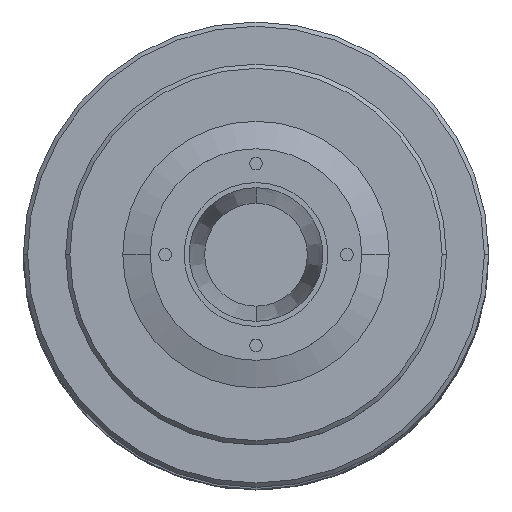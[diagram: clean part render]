
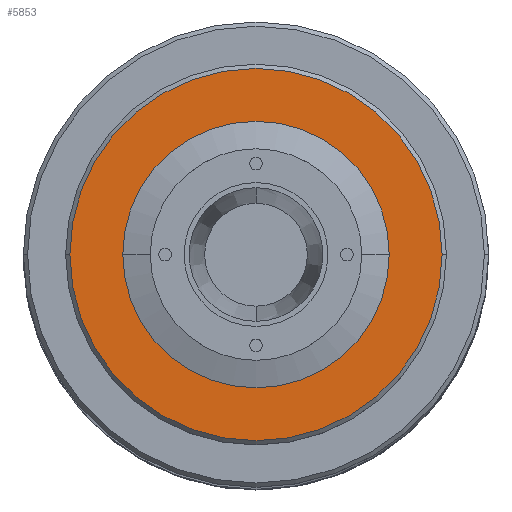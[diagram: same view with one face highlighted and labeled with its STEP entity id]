
A CAD part, top view. The second image highlights one B-rep face of the part: STEP entity #5853.
In plain terms, the highlighted face is planar.
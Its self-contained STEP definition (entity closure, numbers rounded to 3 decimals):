
#94 = EDGE_CURVE ( 'NONE', #6758, #4592, #6840, .T. ) ;
#116 = CARTESIAN_POINT ( 'NONE',  ( 6., 0., 0. ) ) ;
#226 = CIRCLE ( 'NONE', #5109, 26.6 ) ;
#451 = AXIS2_PLACEMENT_3D ( 'NONE', #2444, #1925, #3597 ) ;
#649 = CIRCLE ( 'NONE', #2674, 44. ) ;
#718 = AXIS2_PLACEMENT_3D ( 'NONE', #5905, #4191, #3679 ) ;
#885 = EDGE_CURVE ( 'NONE', #4592, #6758, #649, .T. ) ;
#1243 = DIRECTION ( 'NONE',  ( 0., 0., 1. ) ) ;
#1366 = FACE_BOUND ( 'NONE', #5408, .T. ) ;
#1616 = VERTEX_POINT ( 'NONE', #4917 ) ;
#1732 = CARTESIAN_POINT ( 'NONE',  ( 6., 0., 0. ) ) ;
#1832 = EDGE_CURVE ( 'NONE', #1616, #5296, #2328, .T. ) ;
#1925 = DIRECTION ( 'NONE',  ( -1., 0., 0. ) ) ;
#2293 = DIRECTION ( 'NONE',  ( 0., 0., 1. ) ) ;
#2305 = DIRECTION ( 'NONE',  ( -1., 0., 0. ) ) ;
#2328 = CIRCLE ( 'NONE', #4762, 26.6 ) ;
#2359 = DIRECTION ( 'NONE',  ( 0., 0., 1. ) ) ;
#2394 = FACE_OUTER_BOUND ( 'NONE', #3819, .T. ) ;
#2444 = CARTESIAN_POINT ( 'NONE',  ( 6., 0., 0. ) ) ;
#2674 = AXIS2_PLACEMENT_3D ( 'NONE', #1732, #5570, #2293 ) ;
#2831 = EDGE_CURVE ( 'NONE', #5296, #1616, #226, .T. ) ;
#2922 = DIRECTION ( 'NONE',  ( -1., 0., 0. ) ) ;
#2994 = CARTESIAN_POINT ( 'NONE',  ( 6., 0., 0. ) ) ;
#3597 = DIRECTION ( 'NONE',  ( 0., 0., 1. ) ) ;
#3679 = DIRECTION ( 'NONE',  ( 0., 0., -1. ) ) ;
#3819 = EDGE_LOOP ( 'NONE', ( #4424, #5292 ) ) ;
#4093 = CARTESIAN_POINT ( 'NONE',  ( 6., 0., -44. ) ) ;
#4191 = DIRECTION ( 'NONE',  ( 1., 0., 0. ) ) ;
#4424 = ORIENTED_EDGE ( 'NONE', *, *, #94, .T. ) ;
#4592 = VERTEX_POINT ( 'NONE', #6158 ) ;
#4762 = AXIS2_PLACEMENT_3D ( 'NONE', #2994, #2922, #1243 ) ;
#4917 = CARTESIAN_POINT ( 'NONE',  ( 6., 0., -26.6 ) ) ;
#5109 = AXIS2_PLACEMENT_3D ( 'NONE', #116, #2305, #2359 ) ;
#5287 = PLANE ( 'NONE',  #718 ) ;
#5292 = ORIENTED_EDGE ( 'NONE', *, *, #885, .T. ) ;
#5296 = VERTEX_POINT ( 'NONE', #5815 ) ;
#5408 = EDGE_LOOP ( 'NONE', ( #6014, #6086 ) ) ;
#5570 = DIRECTION ( 'NONE',  ( -1., 0., 0. ) ) ;
#5815 = CARTESIAN_POINT ( 'NONE',  ( 6., 0., 26.6 ) ) ;
#5853 = ADVANCED_FACE ( 'NONE', ( #1366, #2394 ), #5287, .F. ) ;
#5905 = CARTESIAN_POINT ( 'NONE',  ( 6., 26.6, 0. ) ) ;
#6014 = ORIENTED_EDGE ( 'NONE', *, *, #2831, .F. ) ;
#6086 = ORIENTED_EDGE ( 'NONE', *, *, #1832, .F. ) ;
#6158 = CARTESIAN_POINT ( 'NONE',  ( 6., 0., 44. ) ) ;
#6758 = VERTEX_POINT ( 'NONE', #4093 ) ;
#6840 = CIRCLE ( 'NONE', #451, 44. ) ;
